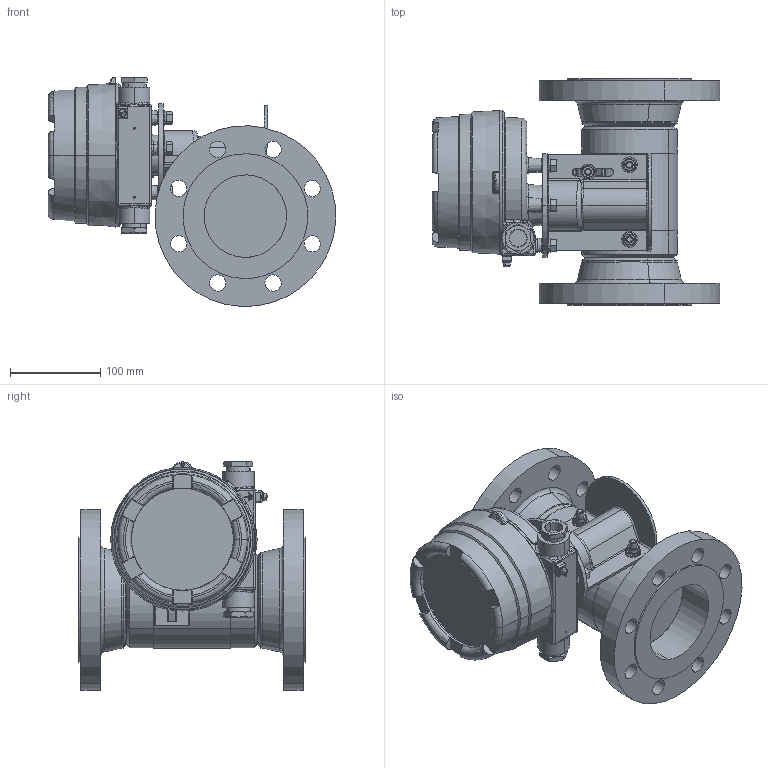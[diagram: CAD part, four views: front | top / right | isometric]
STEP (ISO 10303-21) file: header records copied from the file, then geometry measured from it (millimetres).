
FILE_DESCRIPTION (( 'STEP AP203' ), '1' );
FILE_NAME ('3809G-A-15-J-3-B-0.STEP', '2022-03-04T18:08:51', ( '' ), ( '' ), 'SwSTEP 2.0', 'SolidWorks 2020', '' );
FILE_SCHEMA (( 'CONFIG_CONTROL_DESIGN' ));
Length unit declared in the file: inch
Products named in the file (1): 3809G-A-15-J-3-B-0
Bounding box: 317.9 x 250 x 253.18 mm (x, y, z)
Volume: 3539002.7 mm3; surface area: 667848.8 mm2
Topology: 38 solids, 41 shells, 1267 faces, 2947 edges, 1763 vertices
Faces by surface type: cylinder 421, plane 358, cone 234, bspline 132, torus 82, sphere 40
Entity records: 44002 total; most frequent: CARTESIAN_POINT 15883, DIRECTION 5933, ORIENTED_EDGE 5770, EDGE_CURVE 2885, AXIS2_PLACEMENT_3D 2422, VERTEX_POINT 1763, EDGE_LOOP 1420, CIRCLE 1286
